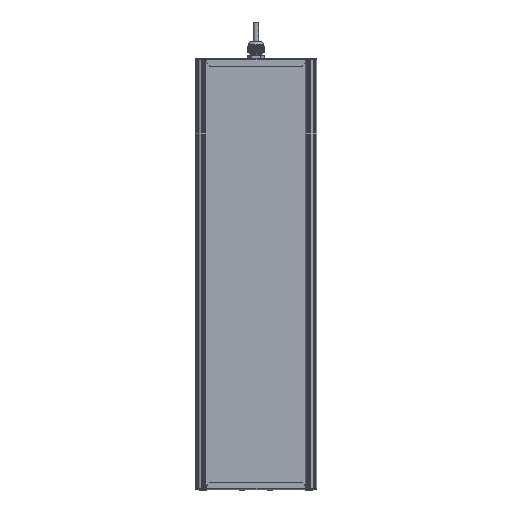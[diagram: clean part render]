
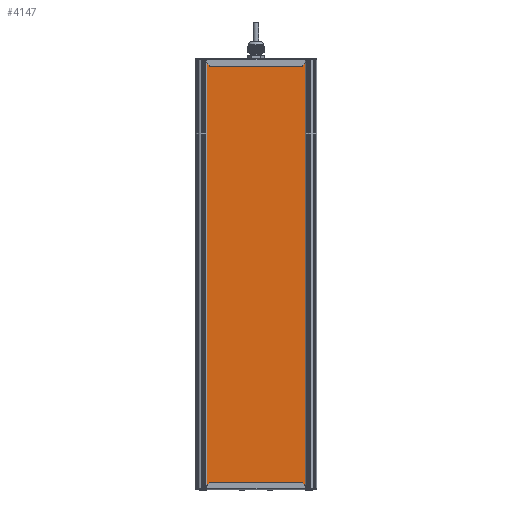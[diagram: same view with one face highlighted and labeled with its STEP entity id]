
A CAD part, front view. The second image highlights one B-rep face of the part: STEP entity #4147.
In plain terms, the highlighted face is planar.
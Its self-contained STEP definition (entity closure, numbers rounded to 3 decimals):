
#4147=ADVANCED_FACE('',(#15603),#15605,.T.);
#15603=FACE_BOUND('',#15604,.T.);
#15604=EDGE_LOOP('',(#44500,#44501,#44502,#44503));
#15605=PLANE('',#15606);
#15606=AXIS2_PLACEMENT_3D('',#15607,#15608,#15609);
#15607=CARTESIAN_POINT('',(2111.497,401.002,-34.582));
#15608=DIRECTION('',(0.,0.,-1.));
#15609=DIRECTION('',(0.,1.,0.));
#44500=ORIENTED_EDGE('',*,*,#52446,.F.);
#44501=ORIENTED_EDGE('',*,*,#52445,.T.);
#44502=ORIENTED_EDGE('',*,*,#52447,.F.);
#44503=ORIENTED_EDGE('',*,*,#52448,.F.);
#52445=EDGE_CURVE('',#58711,#58715,#58717,.T.);
#52446=EDGE_CURVE('',#58711,#58718,#58719,.T.);
#52447=EDGE_CURVE('',#58720,#58715,#58721,.T.);
#52448=EDGE_CURVE('',#58718,#58720,#58722,.T.);
#58711=VERTEX_POINT('',#78563);
#58715=VERTEX_POINT('',#78571);
#58717=LINE('',#78575,#78576);
#58718=VERTEX_POINT('',#78578);
#58719=LINE('',#78579,#78580);
#58720=VERTEX_POINT('',#78582);
#58721=LINE('',#78583,#78584);
#58722=LINE('',#78586,#78587);
#78563=CARTESIAN_POINT('',(2111.497,565.13,-34.582));
#78571=CARTESIAN_POINT('',(2773.497,565.13,-34.582));
#78575=CARTESIAN_POINT('',(2111.497,565.13,-34.582));
#78576=VECTOR('',#78577,1.);
#78577=DIRECTION('',(1.,0.,0.));
#78578=CARTESIAN_POINT('',(2111.497,401.002,-34.582));
#78579=CARTESIAN_POINT('',(2111.497,565.13,-34.582));
#78580=VECTOR('',#78581,1.);
#78581=DIRECTION('',(0.,-1.,0.));
#78582=CARTESIAN_POINT('',(2773.497,401.002,-34.582));
#78583=CARTESIAN_POINT('',(2773.497,401.002,-34.582));
#78584=VECTOR('',#78585,1.);
#78585=DIRECTION('',(0.,1.,0.));
#78586=CARTESIAN_POINT('',(2111.497,401.002,-34.582));
#78587=VECTOR('',#78588,1.);
#78588=DIRECTION('',(1.,0.,0.));
